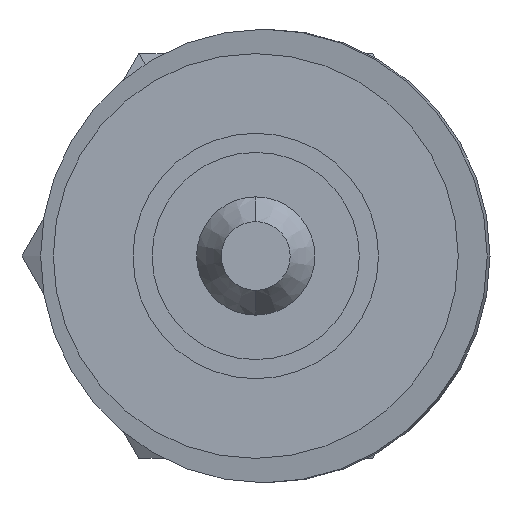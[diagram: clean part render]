
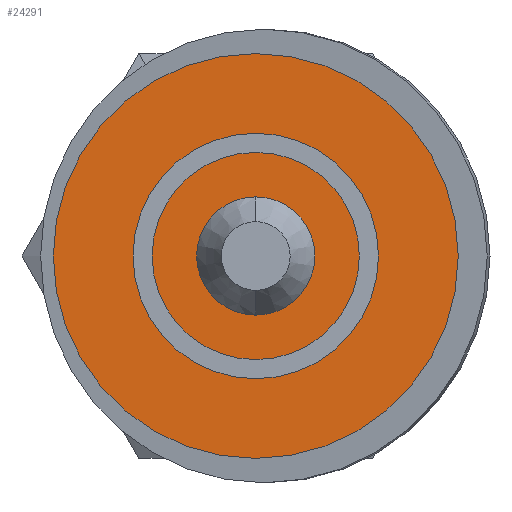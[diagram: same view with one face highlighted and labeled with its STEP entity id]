
A CAD part, left-side view. The second image highlights one B-rep face of the part: STEP entity #24291.
In plain terms, the highlighted planar face has unit normal (-1, 0, 0).
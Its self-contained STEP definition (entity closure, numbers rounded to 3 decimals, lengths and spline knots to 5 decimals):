
#964 = DIRECTION ( 'NONE',  ( 0., 0., 1. ) ) ;
#1191 = CARTESIAN_POINT ( 'NONE',  ( -0.41, 0., 0. ) ) ;
#2721 = CIRCLE ( 'NONE', #33407, 0.125 ) ;
#2903 = CARTESIAN_POINT ( 'NONE',  ( -0.41, 0., -0.125 ) ) ;
#3086 = AXIS2_PLACEMENT_3D ( 'NONE', #5432, #7049, #10514 ) ;
#3543 = DIRECTION ( 'NONE',  ( 0., 0., 1. ) ) ;
#4767 = DIRECTION ( 'NONE',  ( 1., 0., 0. ) ) ;
#5432 = CARTESIAN_POINT ( 'NONE',  ( -0.41, 0., 0. ) ) ;
#5916 = DIRECTION ( 'NONE',  ( 0., 0., 1. ) ) ;
#6419 = DIRECTION ( 'NONE',  ( -1., 0., 0. ) ) ;
#7049 = DIRECTION ( 'NONE',  ( -1., 0., 0. ) ) ;
#7474 = EDGE_LOOP ( 'NONE', ( #19497, #10401 ) ) ;
#7552 = DIRECTION ( 'NONE',  ( 0., 0., -1. ) ) ;
#10069 = AXIS2_PLACEMENT_3D ( 'NONE', #13148, #4767, #7552 ) ;
#10401 = ORIENTED_EDGE ( 'NONE', *, *, #20966, .T. ) ;
#10514 = DIRECTION ( 'NONE',  ( 0., 0., 1. ) ) ;
#11641 = DIRECTION ( 'NONE',  ( -1., 0., 0. ) ) ;
#12414 = VERTEX_POINT ( 'NONE', #14536 ) ;
#13148 = CARTESIAN_POINT ( 'NONE',  ( -0.41, 0.0365, 0. ) ) ;
#13616 = EDGE_CURVE ( 'NONE', #18344, #29259, #25961, .T. ) ;
#13896 = AXIS2_PLACEMENT_3D ( 'NONE', #1191, #6419, #5916 ) ;
#14024 = EDGE_CURVE ( 'NONE', #12414, #32124, #28748, .T. ) ;
#14416 = CARTESIAN_POINT ( 'NONE',  ( -0.41, 0., 0. ) ) ;
#14536 = CARTESIAN_POINT ( 'NONE',  ( -0.41, 0., -0.0365 ) ) ;
#15762 = FACE_OUTER_BOUND ( 'NONE', #7474, .T. ) ;
#16816 = DIRECTION ( 'NONE',  ( -1., 0., 0. ) ) ;
#17223 = ORIENTED_EDGE ( 'NONE', *, *, #22551, .F. ) ;
#17693 = PLANE ( 'NONE',  #10069 ) ;
#18344 = VERTEX_POINT ( 'NONE', #2903 ) ;
#19497 = ORIENTED_EDGE ( 'NONE', *, *, #13616, .T. ) ;
#20966 = EDGE_CURVE ( 'NONE', #29259, #18344, #2721, .T. ) ;
#22065 = AXIS2_PLACEMENT_3D ( 'NONE', #14416, #11641, #964 ) ;
#22251 = CARTESIAN_POINT ( 'NONE',  ( -0.41, 0., 0. ) ) ;
#22551 = EDGE_CURVE ( 'NONE', #32124, #12414, #25035, .T. ) ;
#24291 = ADVANCED_FACE ( 'NONE', ( #31825, #15762 ), #17693, .F. ) ;
#25035 = CIRCLE ( 'NONE', #13896, 0.0365 ) ;
#25961 = CIRCLE ( 'NONE', #3086, 0.125 ) ;
#26176 = ORIENTED_EDGE ( 'NONE', *, *, #14024, .F. ) ;
#26900 = CARTESIAN_POINT ( 'NONE',  ( -0.41, 0., 0.0365 ) ) ;
#28748 = CIRCLE ( 'NONE', #22065, 0.0365 ) ;
#29259 = VERTEX_POINT ( 'NONE', #31730 ) ;
#31601 = EDGE_LOOP ( 'NONE', ( #17223, #26176 ) ) ;
#31730 = CARTESIAN_POINT ( 'NONE',  ( -0.41, 0., 0.125 ) ) ;
#31825 = FACE_BOUND ( 'NONE', #31601, .T. ) ;
#32124 = VERTEX_POINT ( 'NONE', #26900 ) ;
#33407 = AXIS2_PLACEMENT_3D ( 'NONE', #22251, #16816, #3543 ) ;
